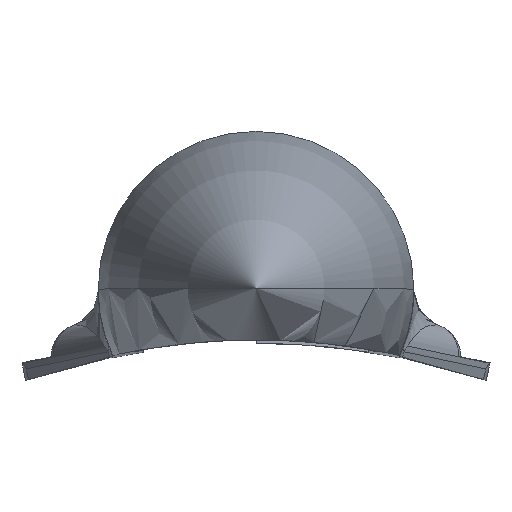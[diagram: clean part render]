
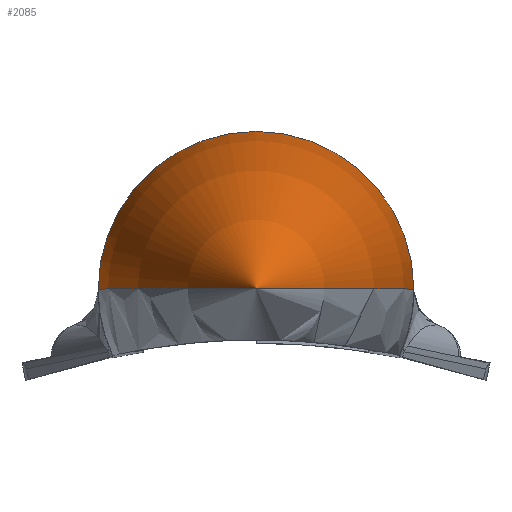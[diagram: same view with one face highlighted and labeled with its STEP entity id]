
A CAD part, top view. The second image highlights one B-rep face of the part: STEP entity #2085.
In plain terms, the highlighted toroidal (fillet/blend) face has major radius 154.396 mm and minor radius 172.176 mm.
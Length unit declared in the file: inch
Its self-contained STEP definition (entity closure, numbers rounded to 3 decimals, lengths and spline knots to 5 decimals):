
#153 = AXIS2_PLACEMENT_3D ( 'NONE', #823, #1098, #1861 ) ;
#410 = ORIENTED_EDGE ( 'NONE', *, *, #2490, .F. ) ;
#823 = CARTESIAN_POINT ( 'NONE',  ( 6.07857, 0., 5.85 ) ) ;
#832 = CARTESIAN_POINT ( 'NONE',  ( -0.7, 0., 5.85 ) ) ;
#905 = CIRCLE ( 'NONE', #1343, 6.77857 ) ;
#933 = CARTESIAN_POINT ( 'NONE',  ( -6.07857, 0., 5.85 ) ) ;
#941 = CARTESIAN_POINT ( 'NONE',  ( 0., 0., 5.85 ) ) ;
#958 = DIRECTION ( 'NONE',  ( 0., 0., -1. ) ) ;
#1098 = DIRECTION ( 'NONE',  ( 0., -1., 0. ) ) ;
#1192 = FACE_OUTER_BOUND ( 'NONE', #1858, .T. ) ;
#1202 = DIRECTION ( 'NONE',  ( -1., 0., 0. ) ) ;
#1343 = AXIS2_PLACEMENT_3D ( 'NONE', #933, #2729, #1202 ) ;
#1460 = EDGE_CURVE ( 'NONE', #2791, #1485, #905, .T. ) ;
#1485 = VERTEX_POINT ( 'NONE', #2183 ) ;
#1660 = DIRECTION ( 'NONE',  ( -1., 0., 0. ) ) ;
#1662 = TOROIDAL_SURFACE ( 'NONE', #2908, -6.07857, 6.77857 ) ;
#1719 = DIRECTION ( 'NONE',  ( -1., 0., 0. ) ) ;
#1831 = AXIS2_PLACEMENT_3D ( 'NONE', #2972, #2699, #1660 ) ;
#1858 = EDGE_LOOP ( 'NONE', ( #410, #1980, #3110 ) ) ;
#1861 = DIRECTION ( 'NONE',  ( 0., 0., -1. ) ) ;
#1958 = CARTESIAN_POINT ( 'NONE',  ( 0., 0., 8.85 ) ) ;
#1980 = ORIENTED_EDGE ( 'NONE', *, *, #1460, .T. ) ;
#2085 = ADVANCED_FACE ( 'NONE', ( #1192 ), #1662, .T. ) ;
#2183 = CARTESIAN_POINT ( 'NONE',  ( 0.7, 0., 5.85 ) ) ;
#2215 = CIRCLE ( 'NONE', #153, 6.77857 ) ;
#2404 = EDGE_CURVE ( 'NONE', #2728, #1485, #3294, .T. ) ;
#2490 = EDGE_CURVE ( 'NONE', #2791, #2728, #2215, .T. ) ;
#2699 = DIRECTION ( 'NONE',  ( 0., 0., -1. ) ) ;
#2728 = VERTEX_POINT ( 'NONE', #832 ) ;
#2729 = DIRECTION ( 'NONE',  ( 0., 1., 0. ) ) ;
#2791 = VERTEX_POINT ( 'NONE', #1958 ) ;
#2908 = AXIS2_PLACEMENT_3D ( 'NONE', #941, #958, #1719 ) ;
#2972 = CARTESIAN_POINT ( 'NONE',  ( 0., 0., 5.85 ) ) ;
#3110 = ORIENTED_EDGE ( 'NONE', *, *, #2404, .F. ) ;
#3294 = CIRCLE ( 'NONE', #1831, 0.7 ) ;
